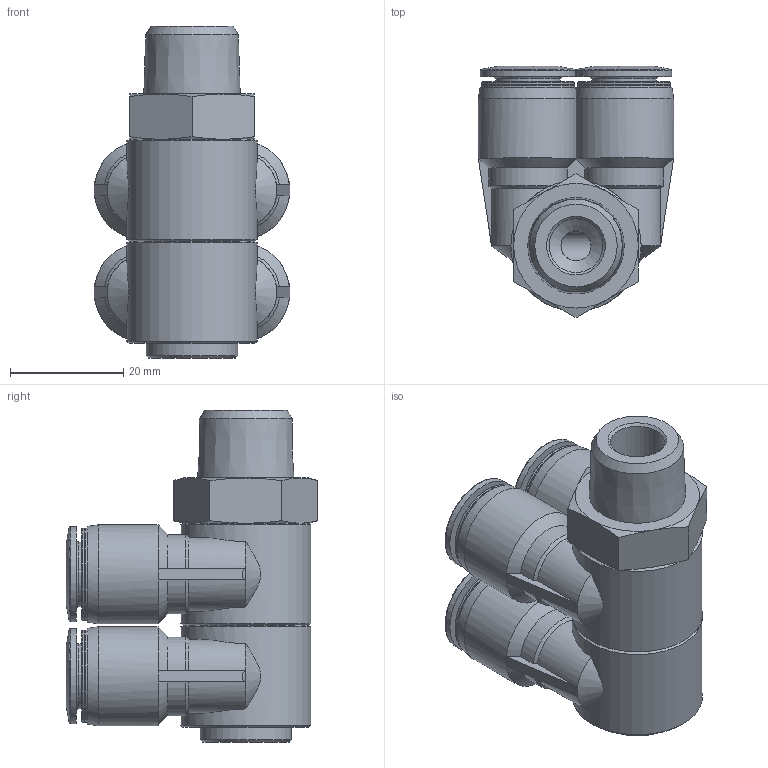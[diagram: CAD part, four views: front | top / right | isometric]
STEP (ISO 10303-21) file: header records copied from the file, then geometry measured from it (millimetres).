
FILE_DESCRIPTION(/* description */ ('STEP AP214'),/* implementation_level */ '2;1');
FILE_NAME(/* name */ '153238_QSLV4-3_8-10',/* time_stamp */ '2024-09-14T11:22:21+02:00',/* author */ ('License CC BY-ND 4.0'),/* organization */ ('CADENAS'),/* preprocessor_version */ 'ST-DEVELOPER v19.3',/* originating_system */ 'PARTsolutions',/* authorisation */ ' ');
FILE_SCHEMA (('AUTOMOTIVE_DESIGN {1 0 10303 214 3 1 1}'));
Length unit declared in the file: millimetre
Products named in the file (1): 153238 QSLV4-3/8-10
Bounding box: 34.5 x 44.4 x 58.6 mm (x, y, z)
Volume: 32031 mm3; surface area: 15500.8 mm2
Topology: 1 solids, 1 shells, 183 faces, 428 edges, 255 vertices
Faces by surface type: cone 61, plane 57, cylinder 49, torus 12, sphere 4
Full cylindrical faces by diameter (mm): 5.3 x9, 9.521 x1, 10 x4, 11.4 x4, 16.1 x1, 16.3 x8, 16.8 x4, 23 x2
Entity records: 6221 total; most frequent: CARTESIAN_POINT 1198, DIRECTION 777, ORIENTED_EDGE 678, AXIS2_PLACEMENT_3D 355, EDGE_CURVE 339, EDGE_LOOP 275, FACE_BOUND 275, VERTEX_POINT 242
